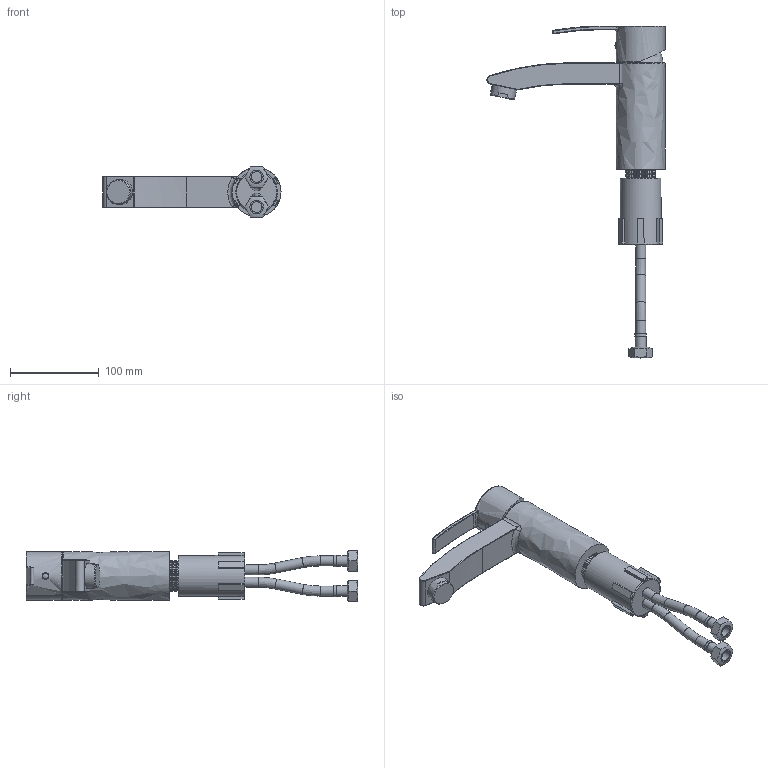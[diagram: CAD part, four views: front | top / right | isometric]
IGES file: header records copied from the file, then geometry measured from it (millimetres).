
Global section: file name: 1006034-B; native system: AutoCAD 2016 - English; preprocessor: Autodesk Translation Framework DWG producer (atf_dwg_producer); organization: unknown; date: 20170504.144024; units: millimetre
Bounding box: 200.9 x 374.54 x 57 mm (x, y, z)
Volume: 707169.1 mm3; surface area: 99726.3 mm2
Topology: 19 solids, 19 shells, 212 faces, 491 edges, 317 vertices
Faces by surface type: bspline 212
